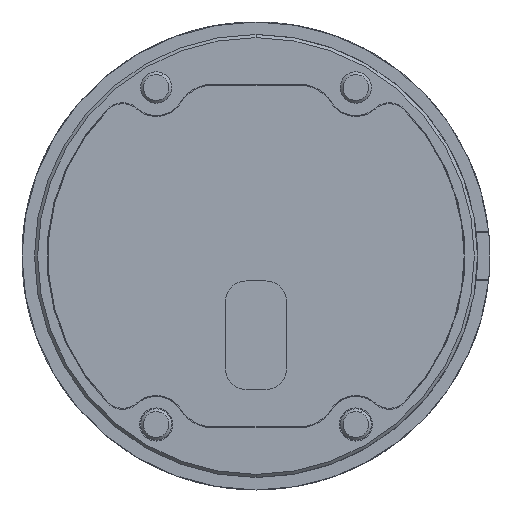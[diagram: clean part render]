
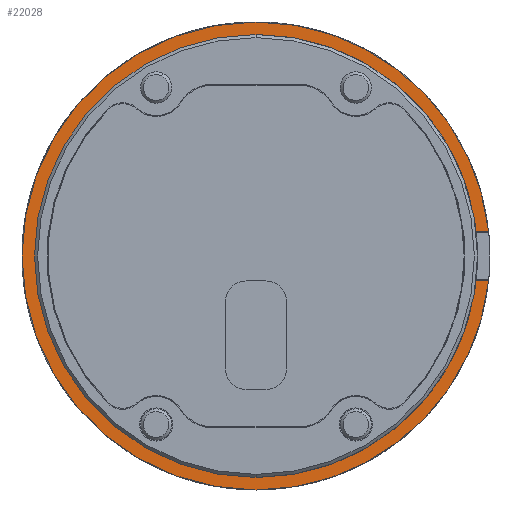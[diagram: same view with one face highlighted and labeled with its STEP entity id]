
A CAD part, front view. The second image highlights one B-rep face of the part: STEP entity #22028.
In plain terms, the highlighted planar face has unit normal (0, -1, 0).
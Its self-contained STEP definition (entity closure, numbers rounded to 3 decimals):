
#1545 = CIRCLE ( 'NONE', #86569, 37.5 ) ;
#2271 = CARTESIAN_POINT ( 'NONE',  ( 0., -82.8, 0. ) ) ;
#4987 = DIRECTION ( 'NONE',  ( 0., -1., 0. ) ) ;
#5481 = AXIS2_PLACEMENT_3D ( 'NONE', #36580, #67193, #55283 ) ;
#6229 = AXIS2_PLACEMENT_3D ( 'NONE', #104489, #13845, #26498 ) ;
#7930 = ORIENTED_EDGE ( 'NONE', *, *, #25578, .F. ) ;
#8062 = LINE ( 'NONE', #80011, #100705 ) ;
#8794 = VERTEX_POINT ( 'NONE', #30116 ) ;
#11666 = VERTEX_POINT ( 'NONE', #58862 ) ;
#11671 = EDGE_CURVE ( 'NONE', #8794, #71981, #121913, .T. ) ;
#12098 = VECTOR ( 'NONE', #20320, 1000. ) ;
#12275 = VERTEX_POINT ( 'NONE', #19254 ) ;
#13845 = DIRECTION ( 'NONE',  ( 0., -1., 0. ) ) ;
#15862 = EDGE_CURVE ( 'NONE', #99040, #60646, #1545, .T. ) ;
#16418 = CARTESIAN_POINT ( 'NONE',  ( 0., -82.8, 0. ) ) ;
#18089 = DIRECTION ( 'NONE',  ( 1., 0., 0. ) ) ;
#19055 = EDGE_CURVE ( 'NONE', #11666, #8794, #129041, .T. ) ;
#19254 = CARTESIAN_POINT ( 'NONE',  ( 37.292, -82.8, -3.943 ) ) ;
#20219 = DIRECTION ( 'NONE',  ( 0., -1., 0. ) ) ;
#20320 = DIRECTION ( 'NONE',  ( -1., 0., 0. ) ) ;
#21833 = ORIENTED_EDGE ( 'NONE', *, *, #11671, .F. ) ;
#22028 = ADVANCED_FACE ( 'NONE', ( #116561 ), #76534, .T. ) ;
#25411 = ORIENTED_EDGE ( 'NONE', *, *, #111226, .T. ) ;
#25578 = EDGE_CURVE ( 'NONE', #71981, #85536, #63697, .T. ) ;
#26498 = DIRECTION ( 'NONE',  ( 0., 0., -1. ) ) ;
#26977 = DIRECTION ( 'NONE',  ( 0., 0., -1. ) ) ;
#29588 = EDGE_LOOP ( 'NONE', ( #69191, #67650, #59718, #130644, #25411, #87092, #7930, #21833 ) ) ;
#30116 = CARTESIAN_POINT ( 'NONE',  ( 0., -82.8, 35.5 ) ) ;
#31831 = CARTESIAN_POINT ( 'NONE',  ( 0., -82.8, -37.5 ) ) ;
#35763 = DIRECTION ( 'NONE',  ( 0., 0., -1. ) ) ;
#36580 = CARTESIAN_POINT ( 'NONE',  ( 37.5, -82.8, 0. ) ) ;
#42921 = DIRECTION ( 'NONE',  ( 0., 0., -1. ) ) ;
#55283 = DIRECTION ( 'NONE',  ( 0., 0., -1. ) ) ;
#55716 = AXIS2_PLACEMENT_3D ( 'NONE', #128838, #116882, #66223 ) ;
#55922 = EDGE_CURVE ( 'NONE', #12275, #85536, #91635, .T. ) ;
#58862 = CARTESIAN_POINT ( 'NONE',  ( 35.28, -82.8, 3.943 ) ) ;
#59718 = ORIENTED_EDGE ( 'NONE', *, *, #100797, .T. ) ;
#60646 = VERTEX_POINT ( 'NONE', #31831 ) ;
#63386 = AXIS2_PLACEMENT_3D ( 'NONE', #2271, #82239, #42921 ) ;
#63697 = CIRCLE ( 'NONE', #6229, 35.5 ) ;
#66223 = DIRECTION ( 'NONE',  ( 0., 0., -1. ) ) ;
#67193 = DIRECTION ( 'NONE',  ( 0., -1., 0. ) ) ;
#67650 = ORIENTED_EDGE ( 'NONE', *, *, #104045, .T. ) ;
#69191 = ORIENTED_EDGE ( 'NONE', *, *, #19055, .F. ) ;
#71586 = AXIS2_PLACEMENT_3D ( 'NONE', #16418, #118343, #35763 ) ;
#71981 = VERTEX_POINT ( 'NONE', #94038 ) ;
#76534 = PLANE ( 'NONE',  #5481 ) ;
#80011 = CARTESIAN_POINT ( 'NONE',  ( 37.5, -82.8, 3.943 ) ) ;
#82239 = DIRECTION ( 'NONE',  ( 0., -1., 0. ) ) ;
#83547 = AXIS2_PLACEMENT_3D ( 'NONE', #111488, #20219, #90203 ) ;
#85536 = VERTEX_POINT ( 'NONE', #86976 ) ;
#85636 = CARTESIAN_POINT ( 'NONE',  ( 0., -82.8, 0. ) ) ;
#86569 = AXIS2_PLACEMENT_3D ( 'NONE', #85636, #4987, #26977 ) ;
#86976 = CARTESIAN_POINT ( 'NONE',  ( 35.28, -82.8, -3.943 ) ) ;
#87092 = ORIENTED_EDGE ( 'NONE', *, *, #55922, .T. ) ;
#90203 = DIRECTION ( 'NONE',  ( 0., 0., -1. ) ) ;
#91635 = LINE ( 'NONE', #100956, #12098 ) ;
#94038 = CARTESIAN_POINT ( 'NONE',  ( 0., -82.8, -35.5 ) ) ;
#99040 = VERTEX_POINT ( 'NONE', #131432 ) ;
#100705 = VECTOR ( 'NONE', #18089, 1000. ) ;
#100797 = EDGE_CURVE ( 'NONE', #118197, #99040, #113163, .T. ) ;
#100956 = CARTESIAN_POINT ( 'NONE',  ( 37.5, -82.8, -3.943 ) ) ;
#104045 = EDGE_CURVE ( 'NONE', #11666, #118197, #8062, .T. ) ;
#104489 = CARTESIAN_POINT ( 'NONE',  ( 0., -82.8, 0. ) ) ;
#111226 = EDGE_CURVE ( 'NONE', #60646, #12275, #120830, .T. ) ;
#111488 = CARTESIAN_POINT ( 'NONE',  ( 0., -82.8, 0. ) ) ;
#113163 = CIRCLE ( 'NONE', #55716, 37.5 ) ;
#116561 = FACE_OUTER_BOUND ( 'NONE', #29588, .T. ) ;
#116882 = DIRECTION ( 'NONE',  ( 0., -1., 0. ) ) ;
#118197 = VERTEX_POINT ( 'NONE', #130084 ) ;
#118343 = DIRECTION ( 'NONE',  ( 0., -1., 0. ) ) ;
#120830 = CIRCLE ( 'NONE', #63386, 37.5 ) ;
#121913 = CIRCLE ( 'NONE', #83547, 35.5 ) ;
#128838 = CARTESIAN_POINT ( 'NONE',  ( 0., -82.8, 0. ) ) ;
#129041 = CIRCLE ( 'NONE', #71586, 35.5 ) ;
#130084 = CARTESIAN_POINT ( 'NONE',  ( 37.292, -82.8, 3.943 ) ) ;
#130644 = ORIENTED_EDGE ( 'NONE', *, *, #15862, .T. ) ;
#131432 = CARTESIAN_POINT ( 'NONE',  ( 0., -82.8, 37.5 ) ) ;
